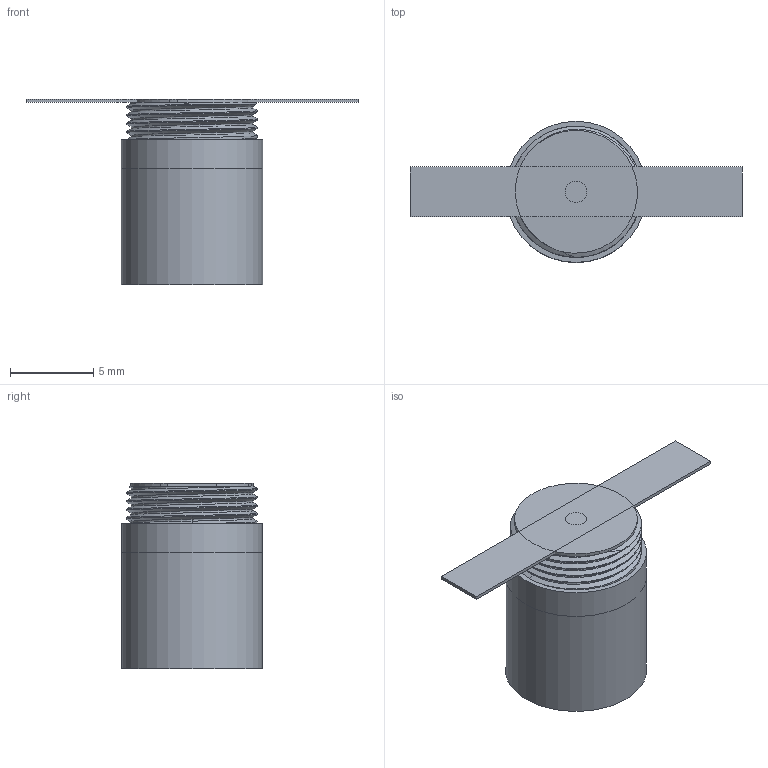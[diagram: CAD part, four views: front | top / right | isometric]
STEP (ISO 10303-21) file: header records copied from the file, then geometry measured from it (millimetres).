
FILE_DESCRIPTION(/* description */ ('STEP AP242 Edition 2','CAx-IF Rec.Pracs.---Representation and Presentation of Product Manufacturing Information (PMI)---4.0---2014-10-13','CAx-IF Rec.Pracs.---3D Tessellated Geometry---0.4---2014-09-14','2;1','CAx-IF Rec.Pracs.---User Defined Attributes---1.5---2016-08-15'),/* implementation_level */ '2;1');
FILE_NAME(/* name */ '694c513db6a578fc8736005a',/* time_stamp */ '2025-12-24T20:46:54Z',/* author */ (''),/* organization */ (''),/* preprocessor_version */ 'ST-DEVELOPER v20',/* originating_system */ 'ONSHAPE BY PTC INC, 1.208',/* authorisation */ ' ');
FILE_SCHEMA (('AP242_MANAGED_MODEL_BASED_3D_ENGINEERING_MIM_LF { 1 0 10303 442 3 1 4 }'));
Length unit declared in the file: metre
Products named in the file (4): Part 4; Part 1; Part 2; Part 3
Bounding box: 20 x 8.5 x 11.2 mm (x, y, z)
Volume: 310.9 mm3; surface area: 958.2 mm2
Topology: 4 solids, 4 shells, 46 faces, 101 edges, 65 vertices
Faces by surface type: cylinder 17, plane 15, bspline 13, cone 1
Full cylindrical faces by diameter (mm): 1.3 x2, 4 x1, 7.5 x7, 8.5 x2
Entity records: 3292 total; most frequent: CARTESIAN_POINT 2459, ORIENTED_EDGE 150, DIRECTION 132, EDGE_CURVE 75, AXIS2_PLACEMENT_3D 55, EDGE_LOOP 53, FACE_BOUND 53, VERTEX_POINT 52
